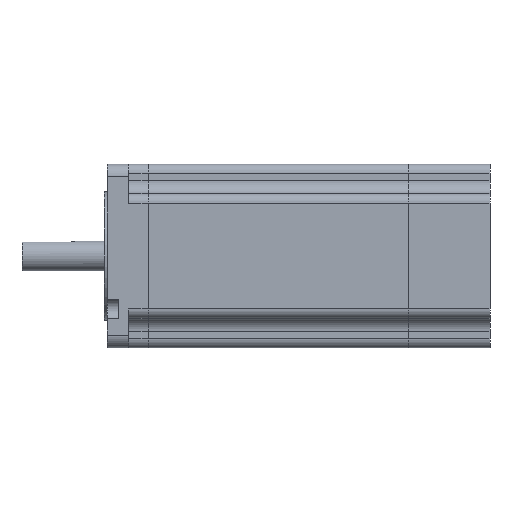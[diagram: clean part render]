
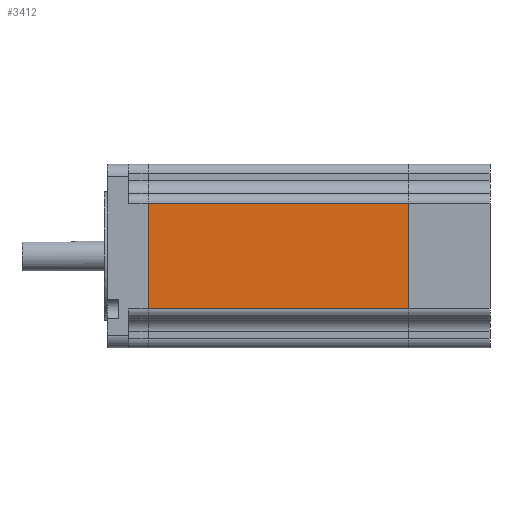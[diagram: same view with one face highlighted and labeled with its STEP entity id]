
A CAD part, left-side view. The second image highlights one B-rep face of the part: STEP entity #3412.
In plain terms, the highlighted planar face has unit normal (-1, 0, 0).
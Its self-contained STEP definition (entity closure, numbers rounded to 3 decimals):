
#125 = VECTOR ( 'NONE', #3273, 1000. ) ;
#316 = DIRECTION ( 'NONE',  ( 0., -1., 0. ) ) ;
#779 = VERTEX_POINT ( 'NONE', #5551 ) ;
#1054 = CARTESIAN_POINT ( 'NONE',  ( 0., 122., -67.8 ) ) ;
#1121 = LINE ( 'NONE', #2913, #2593 ) ;
#1479 = CARTESIAN_POINT ( 'NONE',  ( 0., 122., -67.8 ) ) ;
#1501 = CARTESIAN_POINT ( 'NONE',  ( 0., 122., -67.8 ) ) ;
#1567 = CARTESIAN_POINT ( 'NONE',  ( 0., 0., -18.2 ) ) ;
#1781 = VERTEX_POINT ( 'NONE', #1567 ) ;
#1870 = EDGE_CURVE ( 'NONE', #2161, #1781, #2566, .T. ) ;
#2116 = ORIENTED_EDGE ( 'NONE', *, *, #5630, .T. ) ;
#2161 = VERTEX_POINT ( 'NONE', #4974 ) ;
#2187 = EDGE_CURVE ( 'NONE', #3492, #2161, #4997, .T. ) ;
#2566 = LINE ( 'NONE', #4300, #2983 ) ;
#2593 = VECTOR ( 'NONE', #4642, 1000. ) ;
#2857 = DIRECTION ( 'NONE',  ( 0., 0., 1. ) ) ;
#2913 = CARTESIAN_POINT ( 'NONE',  ( 0., 0., -67.8 ) ) ;
#2983 = VECTOR ( 'NONE', #316, 1000. ) ;
#3239 = CARTESIAN_POINT ( 'NONE',  ( 0., 122., -67.8 ) ) ;
#3256 = DIRECTION ( 'NONE',  ( 1., 0., 0. ) ) ;
#3273 = DIRECTION ( 'NONE',  ( 0., -1., 0. ) ) ;
#3335 = VECTOR ( 'NONE', #2857, 1000. ) ;
#3412 = ADVANCED_FACE ( 'NONE', ( #3669 ), #5372, .F. ) ;
#3492 = VERTEX_POINT ( 'NONE', #3239 ) ;
#3669 = FACE_OUTER_BOUND ( 'NONE', #3791, .T. ) ;
#3775 = AXIS2_PLACEMENT_3D ( 'NONE', #1479, #3256, #4976 ) ;
#3791 = EDGE_LOOP ( 'NONE', ( #2116, #3796, #4687, #4066 ) ) ;
#3796 = ORIENTED_EDGE ( 'NONE', *, *, #1870, .F. ) ;
#4066 = ORIENTED_EDGE ( 'NONE', *, *, #4457, .T. ) ;
#4300 = CARTESIAN_POINT ( 'NONE',  ( 0., 122., -18.2 ) ) ;
#4457 = EDGE_CURVE ( 'NONE', #3492, #779, #5392, .T. ) ;
#4642 = DIRECTION ( 'NONE',  ( 0., 0., 1. ) ) ;
#4687 = ORIENTED_EDGE ( 'NONE', *, *, #2187, .F. ) ;
#4974 = CARTESIAN_POINT ( 'NONE',  ( 0., 122., -18.2 ) ) ;
#4976 = DIRECTION ( 'NONE',  ( 0., 0., -1. ) ) ;
#4997 = LINE ( 'NONE', #1054, #3335 ) ;
#5372 = PLANE ( 'NONE',  #3775 ) ;
#5392 = LINE ( 'NONE', #1501, #125 ) ;
#5551 = CARTESIAN_POINT ( 'NONE',  ( 0., 0., -67.8 ) ) ;
#5630 = EDGE_CURVE ( 'NONE', #779, #1781, #1121, .T. ) ;
